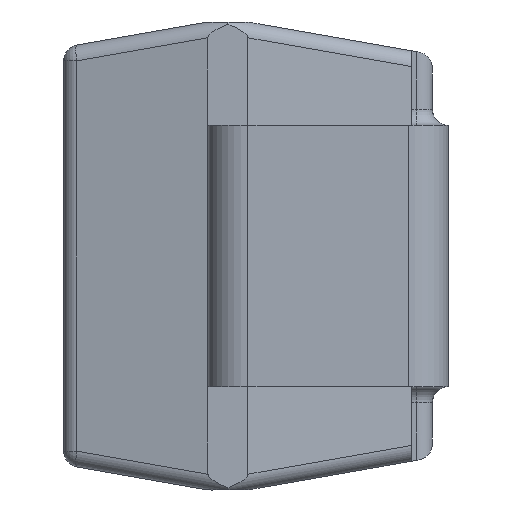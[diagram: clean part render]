
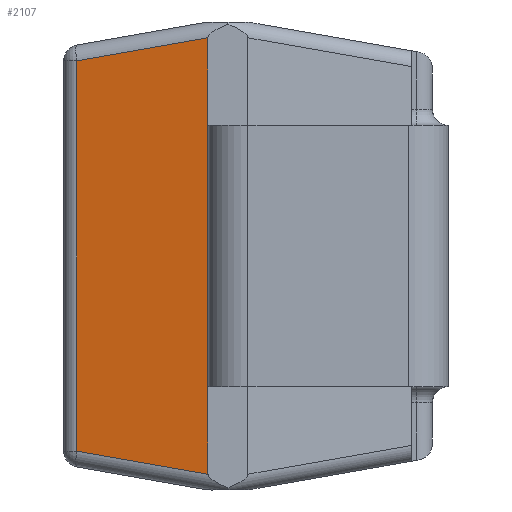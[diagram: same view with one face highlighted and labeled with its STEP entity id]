
A CAD part, left-side view. The second image highlights one B-rep face of the part: STEP entity #2107.
In plain terms, the highlighted planar face has unit normal (-0.985, 0.174, 0).
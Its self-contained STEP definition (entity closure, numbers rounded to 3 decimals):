
#27 = VERTEX_POINT ( 'NONE', #2314 ) ;
#56 = VERTEX_POINT ( 'NONE', #1156 ) ;
#71 = LINE ( 'NONE', #789, #260 ) ;
#92 = VERTEX_POINT ( 'NONE', #2059 ) ;
#194 = ORIENTED_EDGE ( 'NONE', *, *, #1968, .F. ) ;
#260 = VECTOR ( 'NONE', #2888, 1000. ) ;
#578 = LINE ( 'NONE', #2929, #965 ) ;
#642 = ORIENTED_EDGE ( 'NONE', *, *, #2524, .F. ) ;
#708 = VECTOR ( 'NONE', #946, 1000. ) ;
#711 = AXIS2_PLACEMENT_3D ( 'NONE', #2127, #928, #2362 ) ;
#720 = CARTESIAN_POINT ( 'NONE',  ( -2.303, 0.356, -1.364 ) ) ;
#733 = PLANE ( 'NONE',  #711 ) ;
#789 = CARTESIAN_POINT ( 'NONE',  ( -2.156, 1.19, -1.301 ) ) ;
#799 = EDGE_CURVE ( 'NONE', #828, #92, #71, .T. ) ;
#828 = VERTEX_POINT ( 'NONE', #2440 ) ;
#928 = DIRECTION ( 'NONE',  ( -0.985, 0.174, 0. ) ) ;
#932 = CARTESIAN_POINT ( 'NONE',  ( -2.297, 0.387, 1.359 ) ) ;
#946 = DIRECTION ( 'NONE',  ( 0.171, 0.97, -0.171 ) ) ;
#961 = LINE ( 'NONE', #932, #708 ) ;
#965 = VECTOR ( 'NONE', #2945, 1000. ) ;
#1011 = ORIENTED_EDGE ( 'NONE', *, *, #799, .T. ) ;
#1089 = LINE ( 'NONE', #2029, #1952 ) ;
#1115 = ORIENTED_EDGE ( 'NONE', *, *, #1610, .F. ) ;
#1142 = CARTESIAN_POINT ( 'NONE',  ( -2.3, 0.372, 1.46 ) ) ;
#1156 = CARTESIAN_POINT ( 'NONE',  ( -2.3, 0.372, 1.362 ) ) ;
#1598 = VECTOR ( 'NONE', #3064, 1000. ) ;
#1610 = EDGE_CURVE ( 'NONE', #2650, #27, #1089, .T. ) ;
#1723 = CARTESIAN_POINT ( 'NONE',  ( -2.3, 0.372, -0.815 ) ) ;
#1752 = DIRECTION ( 'NONE',  ( 0., 0., -1. ) ) ;
#1800 = EDGE_CURVE ( 'NONE', #56, #828, #961, .T. ) ;
#1894 = LINE ( 'NONE', #1142, #1955 ) ;
#1909 = ORIENTED_EDGE ( 'NONE', *, *, #2117, .T. ) ;
#1952 = VECTOR ( 'NONE', #1752, 1000. ) ;
#1955 = VECTOR ( 'NONE', #2079, 1000. ) ;
#1968 = EDGE_CURVE ( 'NONE', #2105, #2650, #578, .T. ) ;
#2029 = CARTESIAN_POINT ( 'NONE',  ( -2.3, 0.372, 1.46 ) ) ;
#2059 = CARTESIAN_POINT ( 'NONE',  ( -2.156, 1.19, -1.217 ) ) ;
#2079 = DIRECTION ( 'NONE',  ( 0., 0., -1. ) ) ;
#2105 = VERTEX_POINT ( 'NONE', #2830 ) ;
#2107 = ADVANCED_FACE ( 'NONE', ( #2846 ), #733, .T. ) ;
#2117 = EDGE_CURVE ( 'NONE', #92, #27, #2862, .T. ) ;
#2127 = CARTESIAN_POINT ( 'NONE',  ( -2.294, 0.405, 1.46 ) ) ;
#2221 = ORIENTED_EDGE ( 'NONE', *, *, #1800, .T. ) ;
#2314 = CARTESIAN_POINT ( 'NONE',  ( -2.3, 0.372, -1.362 ) ) ;
#2362 = DIRECTION ( 'NONE',  ( -0.174, -0.985, 0. ) ) ;
#2440 = CARTESIAN_POINT ( 'NONE',  ( -2.156, 1.19, 1.217 ) ) ;
#2524 = EDGE_CURVE ( 'NONE', #56, #2105, #1894, .T. ) ;
#2604 = EDGE_LOOP ( 'NONE', ( #1011, #1909, #1115, #194, #642, #2221 ) ) ;
#2650 = VERTEX_POINT ( 'NONE', #1723 ) ;
#2830 = CARTESIAN_POINT ( 'NONE',  ( -2.3, 0.372, 0.815 ) ) ;
#2846 = FACE_OUTER_BOUND ( 'NONE', #2604, .T. ) ;
#2862 = LINE ( 'NONE', #720, #1598 ) ;
#2888 = DIRECTION ( 'NONE',  ( 0., 0., -1. ) ) ;
#2929 = CARTESIAN_POINT ( 'NONE',  ( -2.3, 0.372, 0.815 ) ) ;
#2945 = DIRECTION ( 'NONE',  ( 0., 0., -1. ) ) ;
#3064 = DIRECTION ( 'NONE',  ( -0.171, -0.97, -0.171 ) ) ;
